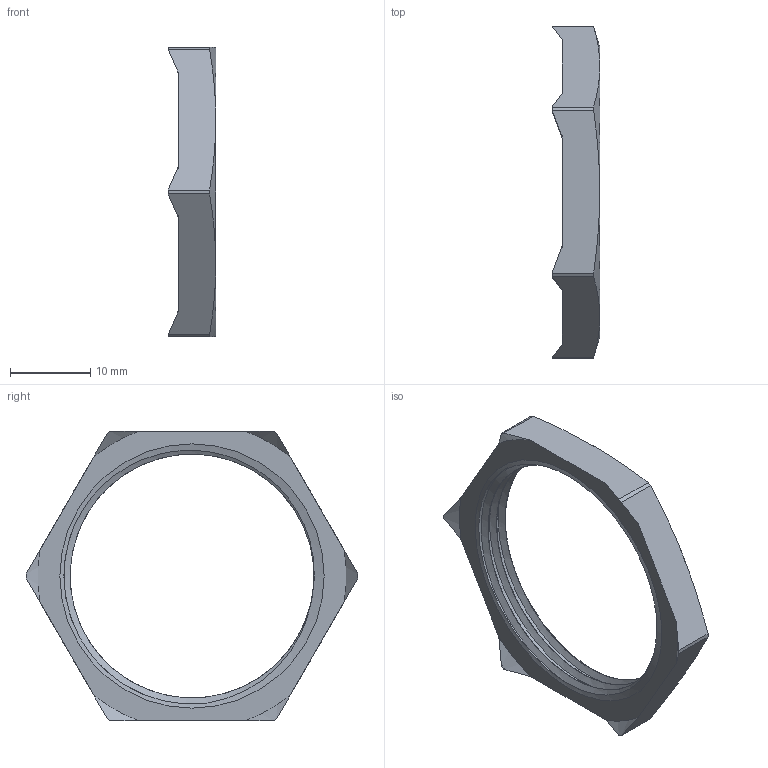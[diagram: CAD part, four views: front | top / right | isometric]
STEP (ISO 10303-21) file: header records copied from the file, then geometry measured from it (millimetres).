
FILE_DESCRIPTION(/* description */ ('EMV-Sechskantmutter M 32x1,5'),/* implementation_level */ '2;1');
FILE_NAME(/* name */ '61016532-RST.stp',/* time_stamp */ '2020-06-10T09:17:27+02:00',/* author */ ('sl'),/* organization */ (''),/* preprocessor_version */ 'ST-DEVELOPER v16.5',/* originating_system */ 'Autodesk Inventor 2017',/* authorisation */ '');
FILE_SCHEMA (('AUTOMOTIVE_DESIGN { 1 0 10303 214 3 1 1 }'));
Length unit declared in the file: millimetre
Products named in the file (1): 61016532
Bounding box: 5.92 x 41.29 x 36 mm (x, y, z)
Volume: 1593.8 mm3; surface area: 1918.8 mm2
Topology: 1 solids, 1 shells, 33 faces, 87 edges, 56 vertices
Faces by surface type: cone 15, cylinder 8, plane 8, bspline 2
Entity records: 1604 total; most frequent: CARTESIAN_POINT 843, ORIENTED_EDGE 166, DIRECTION 144, EDGE_CURVE 83, AXIS2_PLACEMENT_3D 63, VERTEX_POINT 54, EDGE_LOOP 37, FACE_OUTER_BOUND 33
